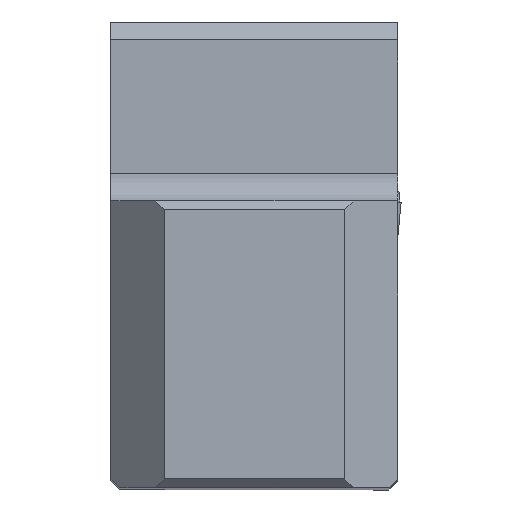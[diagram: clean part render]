
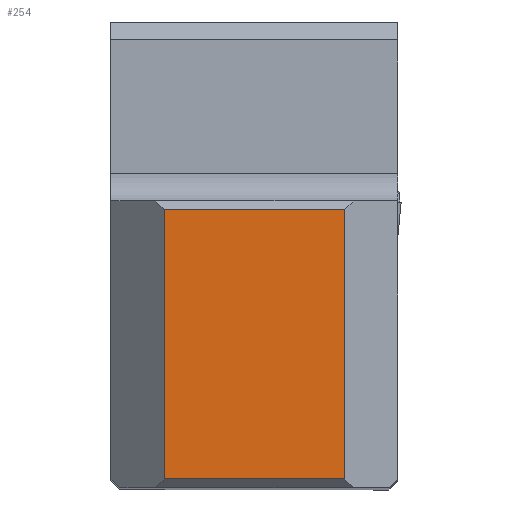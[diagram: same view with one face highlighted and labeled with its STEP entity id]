
A CAD part, top view. The second image highlights one B-rep face of the part: STEP entity #254.
In plain terms, the highlighted planar face has unit normal (0, 0, 1).
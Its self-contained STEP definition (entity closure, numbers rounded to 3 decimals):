
#254=ADVANCED_FACE('BLANK_BOXF006',(#416),#359,.T.);
#359=PLANE('',#2082);
#416=FACE_OUTER_BOUND('',#523,.T.);
#523=EDGE_LOOP('',(#747,#748,#749,#750));
#747=ORIENTED_EDGE('',*,*,#1468,.F.);
#748=ORIENTED_EDGE('',*,*,#1469,.T.);
#749=ORIENTED_EDGE('',*,*,#1470,.F.);
#750=ORIENTED_EDGE('',*,*,#1471,.T.);
#1276=VERTEX_POINT('',#2828);
#1277=VERTEX_POINT('',#2829);
#1278=VERTEX_POINT('',#2831);
#1279=VERTEX_POINT('',#2833);
#1468=EDGE_CURVE('',#1276,#1277,#1736,.T.);
#1469=EDGE_CURVE('',#1276,#1278,#1737,.T.);
#1470=EDGE_CURVE('',#1279,#1278,#1738,.T.);
#1471=EDGE_CURVE('',#1279,#1277,#1739,.T.);
#1736=LINE('',#2827,#1893);
#1737=LINE('',#2830,#1894);
#1738=LINE('',#2832,#1895);
#1739=LINE('',#2834,#1896);
#1893=VECTOR('',#2304,1.);
#1894=VECTOR('',#2305,1.);
#1895=VECTOR('',#2306,1.);
#1896=VECTOR('',#2307,1.);
#2082=AXIS2_PLACEMENT_3D('',#2835,#2308,#2309);
#2304=DIRECTION('',(0.,-1.,0.));
#2305=DIRECTION('',(-1.,0.,0.));
#2306=DIRECTION('',(0.,1.,0.));
#2307=DIRECTION('',(1.,0.,0.));
#2308=DIRECTION('',(0.,0.,1.));
#2309=DIRECTION('',(-1.,0.,0.));
#2827=CARTESIAN_POINT('',(13.001,7.988,0.));
#2828=CARTESIAN_POINT('',(13.001,15.475,0.));
#2829=CARTESIAN_POINT('',(13.001,0.5,0.));
#2830=CARTESIAN_POINT('',(7.988,15.475,0.));
#2831=CARTESIAN_POINT('',(2.974,15.475,0.));
#2832=CARTESIAN_POINT('',(2.974,7.988,0.));
#2833=CARTESIAN_POINT('',(2.974,0.5,0.));
#2834=CARTESIAN_POINT('',(7.988,0.5,0.));
#2835=CARTESIAN_POINT('',(7.988,7.988,0.));
